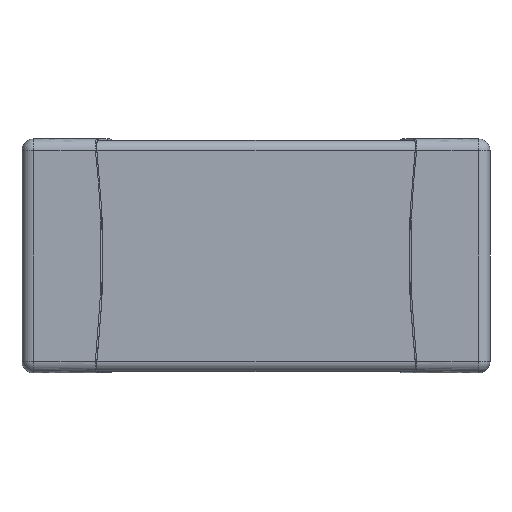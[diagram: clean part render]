
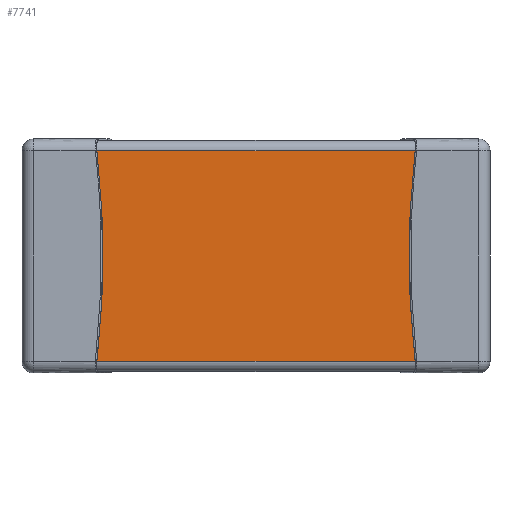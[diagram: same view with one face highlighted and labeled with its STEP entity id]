
A CAD part, front view. The second image highlights one B-rep face of the part: STEP entity #7741.
In plain terms, the highlighted planar face has unit normal (0, -1, 0).
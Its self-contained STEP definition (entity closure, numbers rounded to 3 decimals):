
#7634 = CYLINDRICAL_SURFACE('',#7635,0.07);
#7635 = AXIS2_PLACEMENT_3D('',#7636,#7637,#7638);
#7636 = CARTESIAN_POINT('',(-1.5,-0.72,1.53));
#7637 = DIRECTION('',(-1.,0.,0.));
#7638 = DIRECTION('',(0.,1.,0.));
#7659 = VERTEX_POINT('',#7660);
#7660 = CARTESIAN_POINT('',(1.5,-0.79,1.53));
#7675 = PLANE('',#7676);
#7676 = AXIS2_PLACEMENT_3D('',#7677,#7678,#7679);
#7677 = CARTESIAN_POINT('',(1.5,0.,0.81));
#7678 = DIRECTION('',(1.,0.,0.));
#7679 = DIRECTION('',(0.,0.,1.));
#7687 = EDGE_CURVE('',#7688,#7659,#7690,.T.);
#7688 = VERTEX_POINT('',#7689);
#7689 = CARTESIAN_POINT('',(-1.5,-0.79,1.53));
#7690 = SURFACE_CURVE('',#7691,(#7695,#7702),.PCURVE_S1.);
#7691 = LINE('',#7692,#7693);
#7692 = CARTESIAN_POINT('',(-1.5,-0.79,1.53));
#7693 = VECTOR('',#7694,1.);
#7694 = DIRECTION('',(1.,0.,0.));
#7695 = PCURVE('',#7634,#7696);
#7696 = DEFINITIONAL_REPRESENTATION('',(#7697),#7701);
#7697 = LINE('',#7698,#7699);
#7698 = CARTESIAN_POINT('',(-3.142,0.));
#7699 = VECTOR('',#7700,1.);
#7700 = DIRECTION('',(-0.,-1.));
#7701 = ( GEOMETRIC_REPRESENTATION_CONTEXT(2) 
PARAMETRIC_REPRESENTATION_CONTEXT() REPRESENTATION_CONTEXT('2D SPACE',''
  ) );
#7702 = PCURVE('',#7703,#7708);
#7703 = PLANE('',#7704);
#7704 = AXIS2_PLACEMENT_3D('',#7705,#7706,#7707);
#7705 = CARTESIAN_POINT('',(-1.5,-0.79,1.53));
#7706 = DIRECTION('',(0.,1.,0.));
#7707 = DIRECTION('',(0.,0.,-1.));
#7708 = DEFINITIONAL_REPRESENTATION('',(#7709),#7713);
#7709 = LINE('',#7710,#7711);
#7710 = CARTESIAN_POINT('',(0.,0.));
#7711 = VECTOR('',#7712,1.);
#7712 = DIRECTION('',(0.,-1.));
#7713 = ( GEOMETRIC_REPRESENTATION_CONTEXT(2) 
PARAMETRIC_REPRESENTATION_CONTEXT() REPRESENTATION_CONTEXT('2D SPACE',''
  ) );
#7730 = PLANE('',#7731);
#7731 = AXIS2_PLACEMENT_3D('',#7732,#7733,#7734);
#7732 = CARTESIAN_POINT('',(-1.5,0.,0.81));
#7733 = DIRECTION('',(1.,0.,0.));
#7734 = DIRECTION('',(0.,0.,1.));
#7741 = ADVANCED_FACE('',(#7742),#7703,.F.);
#7742 = FACE_BOUND('',#7743,.F.);
#7743 = EDGE_LOOP('',(#7744,#7745,#7768,#7796));
#7744 = ORIENTED_EDGE('',*,*,#7687,.T.);
#7745 = ORIENTED_EDGE('',*,*,#7746,.T.);
#7746 = EDGE_CURVE('',#7659,#7747,#7749,.T.);
#7747 = VERTEX_POINT('',#7748);
#7748 = CARTESIAN_POINT('',(1.5,-0.79,0.09));
#7749 = SURFACE_CURVE('',#7750,(#7754,#7761),.PCURVE_S1.);
#7750 = LINE('',#7751,#7752);
#7751 = CARTESIAN_POINT('',(1.5,-0.79,1.53));
#7752 = VECTOR('',#7753,1.);
#7753 = DIRECTION('',(0.,0.,-1.));
#7754 = PCURVE('',#7703,#7755);
#7755 = DEFINITIONAL_REPRESENTATION('',(#7756),#7760);
#7756 = LINE('',#7757,#7758);
#7757 = CARTESIAN_POINT('',(0.,-3.));
#7758 = VECTOR('',#7759,1.);
#7759 = DIRECTION('',(1.,0.));
#7760 = ( GEOMETRIC_REPRESENTATION_CONTEXT(2) 
PARAMETRIC_REPRESENTATION_CONTEXT() REPRESENTATION_CONTEXT('2D SPACE',''
  ) );
#7761 = PCURVE('',#7675,#7762);
#7762 = DEFINITIONAL_REPRESENTATION('',(#7763),#7767);
#7763 = LINE('',#7764,#7765);
#7764 = CARTESIAN_POINT('',(0.72,0.79));
#7765 = VECTOR('',#7766,1.);
#7766 = DIRECTION('',(-1.,0.));
#7767 = ( GEOMETRIC_REPRESENTATION_CONTEXT(2) 
PARAMETRIC_REPRESENTATION_CONTEXT() REPRESENTATION_CONTEXT('2D SPACE',''
  ) );
#7768 = ORIENTED_EDGE('',*,*,#7769,.F.);
#7769 = EDGE_CURVE('',#7770,#7747,#7772,.T.);
#7770 = VERTEX_POINT('',#7771);
#7771 = CARTESIAN_POINT('',(-1.5,-0.79,0.09));
#7772 = SURFACE_CURVE('',#7773,(#7777,#7784),.PCURVE_S1.);
#7773 = LINE('',#7774,#7775);
#7774 = CARTESIAN_POINT('',(-1.5,-0.79,0.09));
#7775 = VECTOR('',#7776,1.);
#7776 = DIRECTION('',(1.,0.,0.));
#7777 = PCURVE('',#7703,#7778);
#7778 = DEFINITIONAL_REPRESENTATION('',(#7779),#7783);
#7779 = LINE('',#7780,#7781);
#7780 = CARTESIAN_POINT('',(1.44,0.));
#7781 = VECTOR('',#7782,1.);
#7782 = DIRECTION('',(0.,-1.));
#7783 = ( GEOMETRIC_REPRESENTATION_CONTEXT(2) 
PARAMETRIC_REPRESENTATION_CONTEXT() REPRESENTATION_CONTEXT('2D SPACE',''
  ) );
#7784 = PCURVE('',#7785,#7790);
#7785 = CYLINDRICAL_SURFACE('',#7786,0.07);
#7786 = AXIS2_PLACEMENT_3D('',#7787,#7788,#7789);
#7787 = CARTESIAN_POINT('',(-1.5,-0.72,0.09));
#7788 = DIRECTION('',(-1.,0.,0.));
#7789 = DIRECTION('',(0.,1.,0.));
#7790 = DEFINITIONAL_REPRESENTATION('',(#7791),#7795);
#7791 = LINE('',#7792,#7793);
#7792 = CARTESIAN_POINT('',(-3.142,0.));
#7793 = VECTOR('',#7794,1.);
#7794 = DIRECTION('',(-0.,-1.));
#7795 = ( GEOMETRIC_REPRESENTATION_CONTEXT(2) 
PARAMETRIC_REPRESENTATION_CONTEXT() REPRESENTATION_CONTEXT('2D SPACE',''
  ) );
#7796 = ORIENTED_EDGE('',*,*,#7797,.F.);
#7797 = EDGE_CURVE('',#7688,#7770,#7798,.T.);
#7798 = SURFACE_CURVE('',#7799,(#7803,#7810),.PCURVE_S1.);
#7799 = LINE('',#7800,#7801);
#7800 = CARTESIAN_POINT('',(-1.5,-0.79,1.53));
#7801 = VECTOR('',#7802,1.);
#7802 = DIRECTION('',(0.,0.,-1.));
#7803 = PCURVE('',#7703,#7804);
#7804 = DEFINITIONAL_REPRESENTATION('',(#7805),#7809);
#7805 = LINE('',#7806,#7807);
#7806 = CARTESIAN_POINT('',(0.,0.));
#7807 = VECTOR('',#7808,1.);
#7808 = DIRECTION('',(1.,0.));
#7809 = ( GEOMETRIC_REPRESENTATION_CONTEXT(2) 
PARAMETRIC_REPRESENTATION_CONTEXT() REPRESENTATION_CONTEXT('2D SPACE',''
  ) );
#7810 = PCURVE('',#7730,#7811);
#7811 = DEFINITIONAL_REPRESENTATION('',(#7812),#7816);
#7812 = LINE('',#7813,#7814);
#7813 = CARTESIAN_POINT('',(0.72,0.79));
#7814 = VECTOR('',#7815,1.);
#7815 = DIRECTION('',(-1.,0.));
#7816 = ( GEOMETRIC_REPRESENTATION_CONTEXT(2) 
PARAMETRIC_REPRESENTATION_CONTEXT() REPRESENTATION_CONTEXT('2D SPACE',''
  ) );
